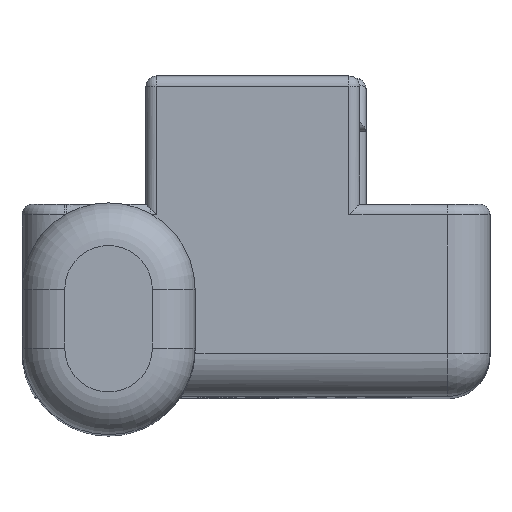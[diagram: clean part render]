
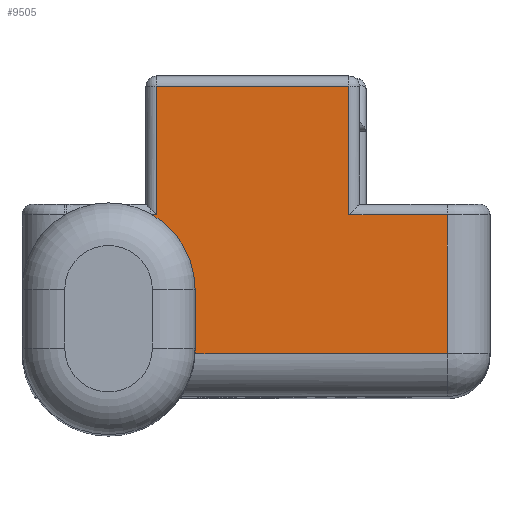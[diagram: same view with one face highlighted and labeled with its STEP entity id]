
A CAD part, top view. The second image highlights one B-rep face of the part: STEP entity #9505.
In plain terms, the highlighted planar face has unit normal (0, 0, 1).
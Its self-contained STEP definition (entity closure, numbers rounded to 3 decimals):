
#59 = ORIENTED_EDGE ( 'NONE', *, *, #5574, .T. ) ;
#103 = EDGE_CURVE ( 'NONE', #6642, #7502, #6968, .T. ) ;
#289 = CARTESIAN_POINT ( 'NONE',  ( -2.85, 7., 32.45 ) ) ;
#526 = CARTESIAN_POINT ( 'NONE',  ( 4.35, 6.5, 32.45 ) ) ;
#684 = DIRECTION ( 'NONE',  ( -1., 0., 0. ) ) ;
#816 = ORIENTED_EDGE ( 'NONE', *, *, #5949, .T. ) ;
#976 = ORIENTED_EDGE ( 'NONE', *, *, #11965, .F. ) ;
#1021 = DIRECTION ( 'NONE',  ( 0., 1., 0. ) ) ;
#1054 = VECTOR ( 'NONE', #13122, 1000. ) ;
#1217 = ORIENTED_EDGE ( 'NONE', *, *, #103, .T. ) ;
#1248 = ORIENTED_EDGE ( 'NONE', *, *, #7682, .T. ) ;
#2117 = EDGE_CURVE ( 'NONE', #5796, #11126, #5391, .T. ) ;
#2408 = AXIS2_PLACEMENT_3D ( 'NONE', #7737, #11966, #7100 ) ;
#2665 = DIRECTION ( 'NONE',  ( 0., 0., 1. ) ) ;
#2879 = FACE_OUTER_BOUND ( 'NONE', #3197, .T. ) ;
#3197 = EDGE_LOOP ( 'NONE', ( #59, #1217, #11786, #9847, #976, #5526, #7712, #816, #11503, #1248 ) ) ;
#3300 = CARTESIAN_POINT ( 'NONE',  ( -2.85, 0.2, 32.45 ) ) ;
#3451 = VECTOR ( 'NONE', #1021, 1000. ) ;
#3647 = DIRECTION ( 'NONE',  ( 1., 0., 0. ) ) ;
#3824 = EDGE_CURVE ( 'NONE', #12727, #5542, #11286, .T. ) ;
#4558 = DIRECTION ( 'NONE',  ( 0., 1., 0. ) ) ;
#4621 = AXIS2_PLACEMENT_3D ( 'NONE', #12167, #9292, #8319 ) ;
#4837 = CARTESIAN_POINT ( 'NONE',  ( 8.95, 0., 32.45 ) ) ;
#5384 = VERTEX_POINT ( 'NONE', #7934 ) ;
#5391 = LINE ( 'NONE', #289, #9460 ) ;
#5462 = AXIS2_PLACEMENT_3D ( 'NONE', #5836, #2665, #5568 ) ;
#5496 = VECTOR ( 'NONE', #7631, 1000. ) ;
#5526 = ORIENTED_EDGE ( 'NONE', *, *, #6590, .T. ) ;
#5542 = VERTEX_POINT ( 'NONE', #13409 ) ;
#5568 = DIRECTION ( 'NONE',  ( 1., 0., 0. ) ) ;
#5574 = EDGE_CURVE ( 'NONE', #5384, #6642, #12365, .T. ) ;
#5796 = VERTEX_POINT ( 'NONE', #3300 ) ;
#5836 = CARTESIAN_POINT ( 'NONE',  ( -6.9, 0.2, 32.45 ) ) ;
#5949 = EDGE_CURVE ( 'NONE', #5542, #11409, #10128, .T. ) ;
#6055 = CARTESIAN_POINT ( 'NONE',  ( -2.855, 0., 32.45 ) ) ;
#6138 = CARTESIAN_POINT ( 'NONE',  ( -4.65, 6.5, 32.45 ) ) ;
#6393 = VECTOR ( 'NONE', #9600, 1000. ) ;
#6590 = EDGE_CURVE ( 'NONE', #9405, #12727, #12297, .T. ) ;
#6642 = VERTEX_POINT ( 'NONE', #6138 ) ;
#6968 = LINE ( 'NONE', #10146, #9521 ) ;
#7045 = CARTESIAN_POINT ( 'NONE',  ( 8.95, 0., 32.45 ) ) ;
#7100 = DIRECTION ( 'NONE',  ( -1., 0., 0. ) ) ;
#7106 = DIRECTION ( 'NONE',  ( 0., -1., 0. ) ) ;
#7472 = VECTOR ( 'NONE', #3647, 1000. ) ;
#7502 = VERTEX_POINT ( 'NONE', #9059 ) ;
#7631 = DIRECTION ( 'NONE',  ( 0., 1., 0. ) ) ;
#7682 = EDGE_CURVE ( 'NONE', #13529, #5384, #10512, .T. ) ;
#7712 = ORIENTED_EDGE ( 'NONE', *, *, #3824, .T. ) ;
#7737 = CARTESIAN_POINT ( 'NONE',  ( -10.95, 7., 32.45 ) ) ;
#7772 = LINE ( 'NONE', #12000, #5496 ) ;
#7860 = EDGE_CURVE ( 'NONE', #7502, #11126, #11699, .T. ) ;
#7934 = CARTESIAN_POINT ( 'NONE',  ( -4.65, 12.5, 32.45 ) ) ;
#8319 = DIRECTION ( 'NONE',  ( -1., 0., 0. ) ) ;
#8424 = CARTESIAN_POINT ( 'NONE',  ( -5.15, 12.5, 32.45 ) ) ;
#8483 = CARTESIAN_POINT ( 'NONE',  ( 8.95, 7., 32.45 ) ) ;
#9059 = CARTESIAN_POINT ( 'NONE',  ( -4.951, 6.5, 32.45 ) ) ;
#9224 = VECTOR ( 'NONE', #7106, 1000. ) ;
#9292 = DIRECTION ( 'NONE',  ( 0., 0., -1. ) ) ;
#9405 = VERTEX_POINT ( 'NONE', #6055 ) ;
#9460 = VECTOR ( 'NONE', #4558, 1000. ) ;
#9505 = ADVANCED_FACE ( 'NONE', ( #2879 ), #12421, .F. ) ;
#9521 = VECTOR ( 'NONE', #684, 1000. ) ;
#9600 = DIRECTION ( 'NONE',  ( -1., 0., 0. ) ) ;
#9659 = CIRCLE ( 'NONE', #5462, 4.05 ) ;
#9725 = EDGE_CURVE ( 'NONE', #11409, #13529, #7772, .T. ) ;
#9847 = ORIENTED_EDGE ( 'NONE', *, *, #2117, .F. ) ;
#10128 = LINE ( 'NONE', #526, #1054 ) ;
#10146 = CARTESIAN_POINT ( 'NONE',  ( -6.9, 6.5, 32.45 ) ) ;
#10350 = CARTESIAN_POINT ( 'NONE',  ( -2.85, 2.95, 32.45 ) ) ;
#10512 = LINE ( 'NONE', #8424, #6393 ) ;
#11126 = VERTEX_POINT ( 'NONE', #10350 ) ;
#11286 = LINE ( 'NONE', #8483, #3451 ) ;
#11409 = VERTEX_POINT ( 'NONE', #12268 ) ;
#11503 = ORIENTED_EDGE ( 'NONE', *, *, #9725, .T. ) ;
#11699 = CIRCLE ( 'NONE', #4621, 4.05 ) ;
#11786 = ORIENTED_EDGE ( 'NONE', *, *, #7860, .T. ) ;
#11965 = EDGE_CURVE ( 'NONE', #9405, #5796, #9659, .T. ) ;
#11966 = DIRECTION ( 'NONE',  ( 0., 0., -1. ) ) ;
#12000 = CARTESIAN_POINT ( 'NONE',  ( 4.35, 7., 32.45 ) ) ;
#12167 = CARTESIAN_POINT ( 'NONE',  ( -6.9, 2.95, 32.45 ) ) ;
#12170 = CARTESIAN_POINT ( 'NONE',  ( 4.35, 12.5, 32.45 ) ) ;
#12268 = CARTESIAN_POINT ( 'NONE',  ( 4.35, 6.5, 32.45 ) ) ;
#12297 = LINE ( 'NONE', #7045, #7472 ) ;
#12365 = LINE ( 'NONE', #13545, #9224 ) ;
#12421 = PLANE ( 'NONE',  #2408 ) ;
#12727 = VERTEX_POINT ( 'NONE', #4837 ) ;
#13122 = DIRECTION ( 'NONE',  ( -1., 0., 0. ) ) ;
#13409 = CARTESIAN_POINT ( 'NONE',  ( 8.95, 6.5, 32.45 ) ) ;
#13529 = VERTEX_POINT ( 'NONE', #12170 ) ;
#13545 = CARTESIAN_POINT ( 'NONE',  ( -4.65, 7., 32.45 ) ) ;
